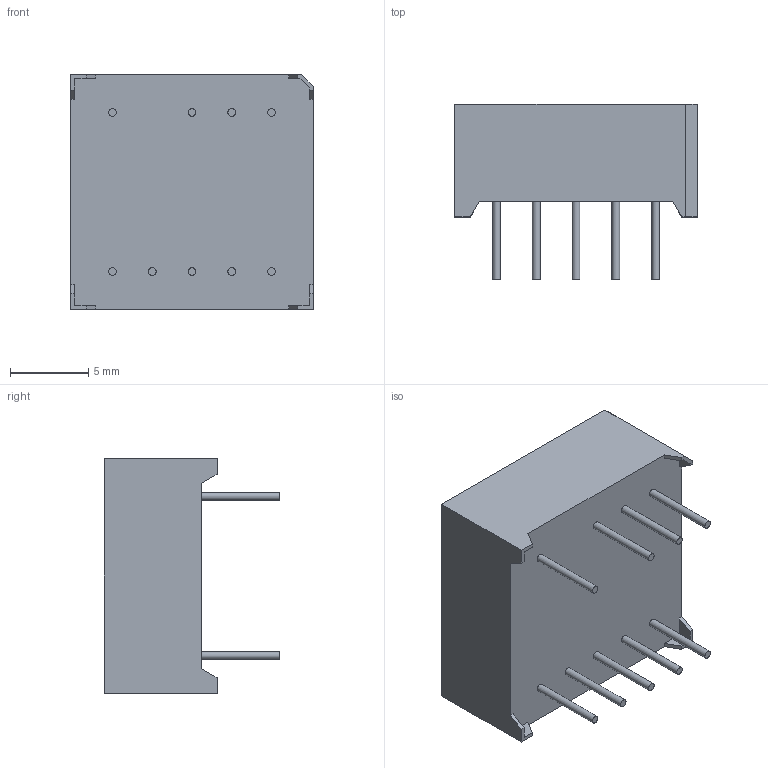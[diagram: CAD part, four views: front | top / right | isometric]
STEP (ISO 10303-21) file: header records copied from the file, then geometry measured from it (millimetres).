
FILE_DESCRIPTION(('STEP AP214'), '1');
FILE_NAME('DX03-11', '2016-03-06T19:40:53', (''), (''), 'ASCON STEP Converter 1.3', 'ASCON Math Kernel', '');
FILE_SCHEMA(('AUTOMOTIVE_DESIGN { 1 0 10303 214 3 1 1}'));
Length unit declared in the file: millimetre
Products named in the file (1): DX03-11
Bounding box: 15.5 x 11.2 x 15 mm (x, y, z)
Volume: 1449.6 mm3; surface area: 935.2 mm2
Topology: 1 solids, 1 shells, 148 faces, 363 edges, 242 vertices
Faces by surface type: plane 137, cylinder 11
Full cylindrical faces by diameter (mm): 0.5 x9, 1.02 x2
Entity records: 5457 total; most frequent: CARTESIAN_POINT 743, ORIENTED_EDGE 704, DIRECTION 672, EDGE_CURVE 352, LINE 330, VECTOR 330, VERTEX_POINT 242, EDGE_LOOP 184
